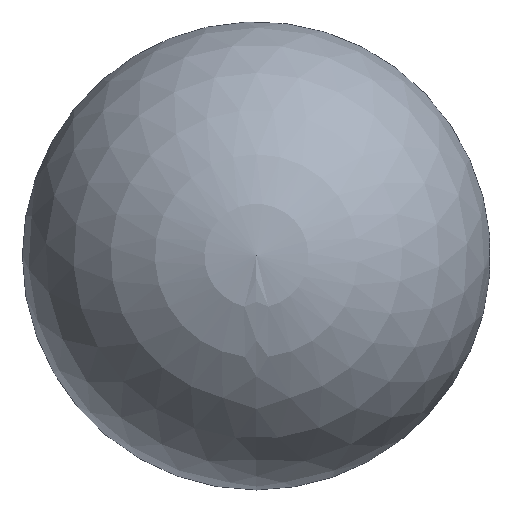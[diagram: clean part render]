
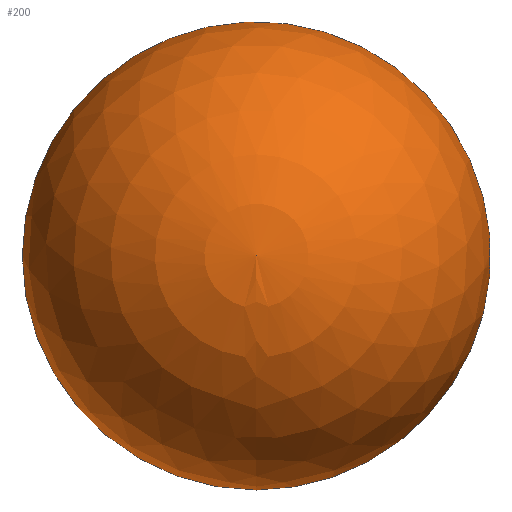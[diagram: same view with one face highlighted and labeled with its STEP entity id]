
A CAD part, left-side view. The second image highlights one B-rep face of the part: STEP entity #200.
In plain terms, the highlighted spherical face has radius 250 mm.
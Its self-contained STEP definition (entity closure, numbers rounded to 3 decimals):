
#9 = CIRCLE ( 'NONE', #92, 21.4 ) ;
#23 = AXIS2_PLACEMENT_3D ( 'NONE', #72, #141, #104 ) ;
#35 = ORIENTED_EDGE ( 'NONE', *, *, #164, .T. ) ;
#43 = VERTEX_POINT ( 'NONE', #170 ) ;
#48 = DIRECTION ( 'NONE',  ( 0., 0., 1. ) ) ;
#59 = CARTESIAN_POINT ( 'NONE',  ( 0., 0., 0. ) ) ;
#60 = DIRECTION ( 'NONE',  ( 1., 0., 0. ) ) ;
#72 = CARTESIAN_POINT ( 'NONE',  ( 0., 0., 0. ) ) ;
#76 = CARTESIAN_POINT ( 'NONE',  ( 0., 0., 0. ) ) ;
#82 = EDGE_CURVE ( 'NONE', #43, #159, #89, .T. ) ;
#88 = FACE_OUTER_BOUND ( 'NONE', #108, .T. ) ;
#89 = CIRCLE ( 'NONE', #114, 250. ) ;
#91 = DIRECTION ( 'NONE',  ( -1., 0., 0. ) ) ;
#92 = AXIS2_PLACEMENT_3D ( 'NONE', #123, #105, #192 ) ;
#97 = ORIENTED_EDGE ( 'NONE', *, *, #82, .F. ) ;
#104 = DIRECTION ( 'NONE',  ( 0., 0., -1. ) ) ;
#105 = DIRECTION ( 'NONE',  ( 0., 1., 0. ) ) ;
#108 = EDGE_LOOP ( 'NONE', ( #35, #158, #97 ) ) ;
#114 = AXIS2_PLACEMENT_3D ( 'NONE', #76, #60, #188 ) ;
#119 = EDGE_CURVE ( 'NONE', #130, #159, #137, .T. ) ;
#123 = CARTESIAN_POINT ( 'NONE',  ( 0., -249.082, 0. ) ) ;
#130 = VERTEX_POINT ( 'NONE', #153 ) ;
#137 = CIRCLE ( 'NONE', #194, 250. ) ;
#141 = DIRECTION ( 'NONE',  ( -1., 0., 0. ) ) ;
#153 = CARTESIAN_POINT ( 'NONE',  ( 0., -249.082, 21.4 ) ) ;
#158 = ORIENTED_EDGE ( 'NONE', *, *, #119, .T. ) ;
#159 = VERTEX_POINT ( 'NONE', #162 ) ;
#162 = CARTESIAN_POINT ( 'NONE',  ( 0., 250., 0. ) ) ;
#164 = EDGE_CURVE ( 'NONE', #43, #130, #9, .T. ) ;
#170 = CARTESIAN_POINT ( 'NONE',  ( 0., -249.082, -21.4 ) ) ;
#173 = SPHERICAL_SURFACE ( 'NONE', #23, 250. ) ;
#188 = DIRECTION ( 'NONE',  ( 0., 0., -1. ) ) ;
#192 = DIRECTION ( 'NONE',  ( 0., 0., 1. ) ) ;
#194 = AXIS2_PLACEMENT_3D ( 'NONE', #59, #91, #48 ) ;
#200 = ADVANCED_FACE ( 'NONE', ( #88 ), #173, .T. ) ;
